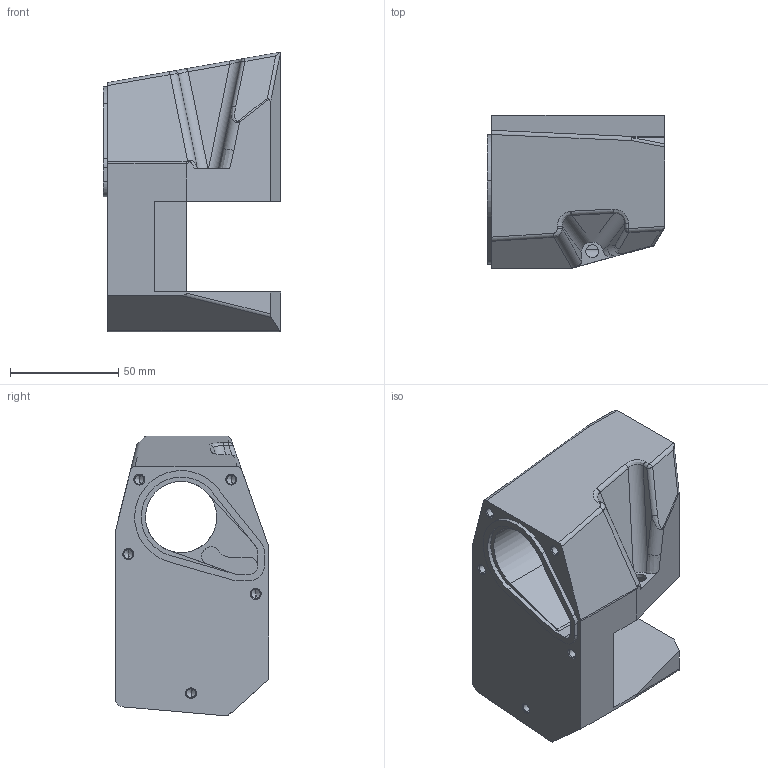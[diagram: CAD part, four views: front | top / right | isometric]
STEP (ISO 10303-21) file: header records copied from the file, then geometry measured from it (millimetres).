
FILE_DESCRIPTION (( 'STEP AP214' ), '1' );
FILE_NAME ('ALTI_USI_2004_carter_droit.STEP', '2019-09-24T11:54:57', ( '' ), ( '' ), 'SwSTEP 2.0', 'SolidWorks 2016', '' );
FILE_SCHEMA (( 'AUTOMOTIVE_DESIGN' ));
Length unit declared in the file: millimetre
Products named in the file (1): ALTI_USI_2004_carter_droit
Bounding box: 82 x 70.92 x 129.46 mm (x, y, z)
Volume: 289156.1 mm3; surface area: 59345.5 mm2
Topology: 1 solids, 1 shells, 136 faces, 356 edges, 219 vertices
Faces by surface type: cylinder 61, plane 45, cone 20, bspline 8, sphere 2
Entity records: 4443 total; most frequent: CARTESIAN_POINT 1042, ORIENTED_EDGE 692, DIRECTION 685, EDGE_CURVE 346, AXIS2_PLACEMENT_3D 246, VERTEX_POINT 219, VECTOR 193, LINE 193
